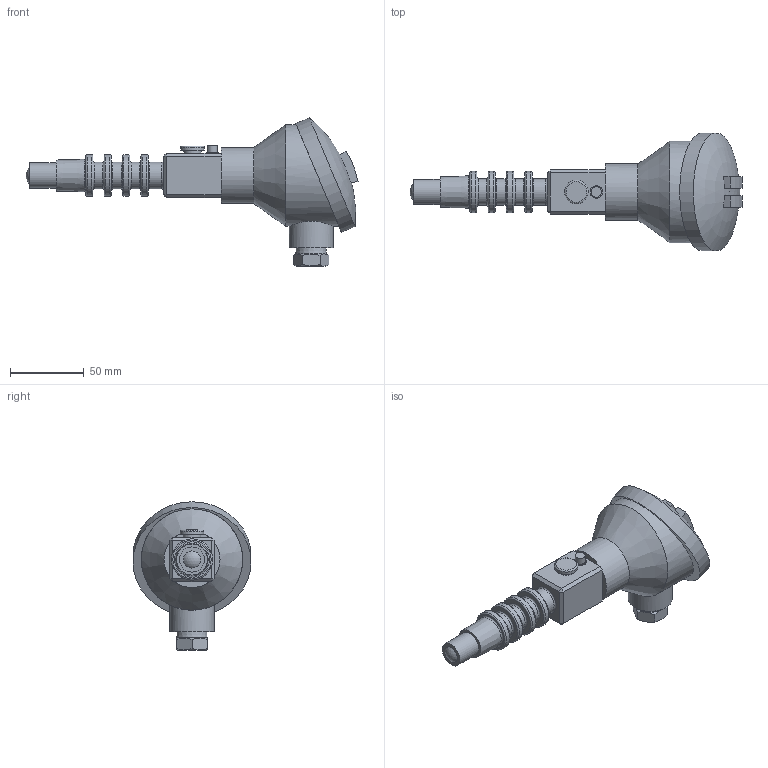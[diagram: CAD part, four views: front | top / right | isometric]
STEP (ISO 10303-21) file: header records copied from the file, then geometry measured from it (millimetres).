
FILE_DESCRIPTION(/* description */ (''),/* implementation_level */ '2;1');
FILE_NAME(/* name */ 'gpc1s-000-screw-00.stp',/* time_stamp */ '2016-05-31T15:44:35+09:00',/* author */ ('nakaot'),/* organization */ (''),/* preprocessor_version */ 'ST-DEVELOPER v15.6',/* originating_system */ 'Autodesk Inventor 2015',/* authorisation */ '');
FILE_SCHEMA (('CONFIG_CONTROL_DESIGN'));
Length unit declared in the file: millimetre
Products named in the file (1): gpc1s-000-screw-00
Bounding box: 225.2 x 80 x 100.65 mm (x, y, z)
Volume: 316692.2 mm3; surface area: 38059.7 mm2
Topology: 1 solids, 1 shells, 101 faces, 199 edges, 120 vertices
Faces by surface type: plane 57, cylinder 19, torus 18, cone 5, sphere 1, bspline 1
Full cylindrical faces by diameter (mm): 7 x1, 8.4 x1, 12 x1, 16 x1, 17 x1, 18 x4, 28 x4, 30 x1, 38 x1, 68.7 x1, 80 x1
Entity records: 2450 total; most frequent: CARTESIAN_POINT 541, DIRECTION 404, ORIENTED_EDGE 308, AXIS2_PLACEMENT_3D 171, EDGE_LOOP 162, EDGE_CURVE 154, VERTEX_POINT 116, FACE_OUTER_BOUND 101
